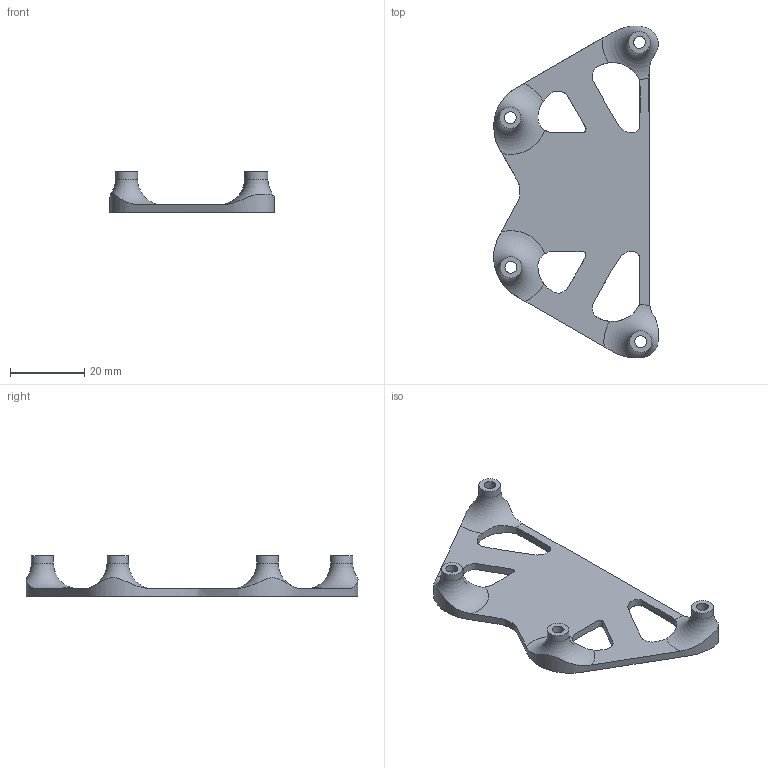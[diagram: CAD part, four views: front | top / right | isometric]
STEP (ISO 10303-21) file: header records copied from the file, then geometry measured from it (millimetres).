
FILE_DESCRIPTION(/* description */ ('STEP AP242','CAx-IF Rec.Pracs.---Representation and Presentation of Product Manufacturing Information (PMI)---4.0---2014-10-13','CAx-IF Rec.Pracs.---3D Tessellated Geometry---0.4---2014-09-14','2;1'),/* implementation_level */ '2;1');
FILE_NAME(/* name */ '67fbec68f2bcac3cfc9951c2',/* time_stamp */ '2025-04-13T16:55:05Z',/* author */ (''),/* organization */ (''),/* preprocessor_version */ 'ST-DEVELOPER v20',/* originating_system */ 'ONSHAPE BY PTC INC, 1.196',/* authorisation */ ' ');
FILE_SCHEMA (('AP242_MANAGED_MODEL_BASED_3D_ENGINEERING_MIM_LF { 1 0 10303 442 1 1 4 }'));
Length unit declared in the file: metre
Products named in the file (1): Part 2
Bounding box: 44.4 x 89.44 x 11 mm (x, y, z)
Volume: 6480.5 mm3; surface area: 6668.3 mm2
Topology: 1 solids, 1 shells, 25 faces, 79 edges, 52 vertices
Faces by surface type: cylinder 10, plane 6, bspline 5, torus 4
Full cylindrical faces by diameter (mm): 3.2 x5, 5.8 x2, 5.926 x2
Entity records: 1569 total; most frequent: CARTESIAN_POINT 994, ORIENTED_EDGE 100, DIRECTION 98, EDGE_LOOP 55, FACE_BOUND 55, EDGE_CURVE 50, AXIS2_PLACEMENT_3D 48, VERTEX_POINT 41
